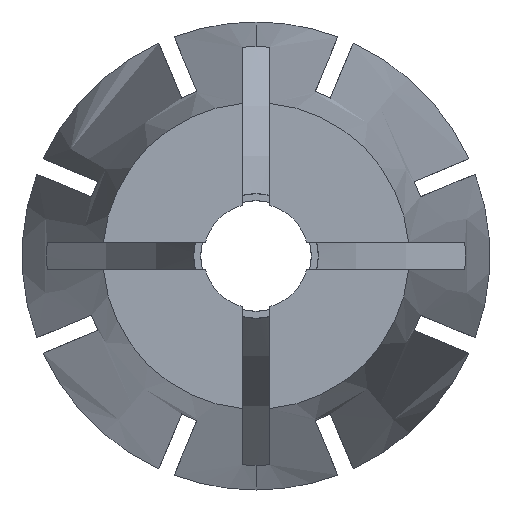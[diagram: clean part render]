
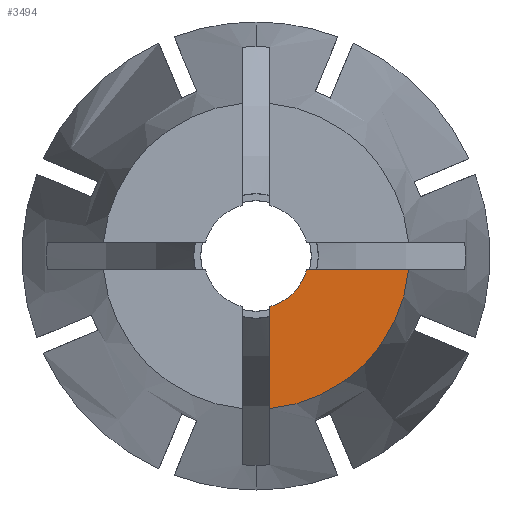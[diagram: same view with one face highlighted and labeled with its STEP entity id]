
A CAD part, left-side view. The second image highlights one B-rep face of the part: STEP entity #3494.
In plain terms, the highlighted planar face has unit normal (-1, 0, 0).
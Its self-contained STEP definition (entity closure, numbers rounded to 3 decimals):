
#89 = DIRECTION ( 'NONE',  ( 1., 0., 0. ) ) ;
#195 = DIRECTION ( 'NONE',  ( 0., 0., -1. ) ) ;
#384 = CARTESIAN_POINT ( 'NONE',  ( -27.5, -5.541, -0.5 ) ) ;
#574 = AXIS2_PLACEMENT_3D ( 'NONE', #3670, #3575, #3501 ) ;
#587 = DIRECTION ( 'NONE',  ( 0., -1., 0. ) ) ;
#762 = LINE ( 'NONE', #3238, #4058 ) ;
#825 = VERTEX_POINT ( 'NONE', #3298 ) ;
#866 = VERTEX_POINT ( 'NONE', #2392 ) ;
#1019 = AXIS2_PLACEMENT_3D ( 'NONE', #2478, #89, #195 ) ;
#1119 = AXIS2_PLACEMENT_3D ( 'NONE', #1777, #1810, #1827 ) ;
#1291 = EDGE_CURVE ( 'NONE', #825, #866, #1991, .T. ) ;
#1399 = EDGE_LOOP ( 'NONE', ( #3645, #3086, #3572, #3055 ) ) ;
#1484 = LINE ( 'NONE', #384, #3090 ) ;
#1571 = EDGE_CURVE ( 'NONE', #3186, #2535, #2986, .T. ) ;
#1699 = EDGE_CURVE ( 'NONE', #2535, #866, #762, .T. ) ;
#1777 = CARTESIAN_POINT ( 'NONE',  ( -27.5, 0., 0. ) ) ;
#1786 = EDGE_CURVE ( 'NONE', #3186, #825, #1484, .T. ) ;
#1810 = DIRECTION ( 'NONE',  ( 1., 0., 0. ) ) ;
#1827 = DIRECTION ( 'NONE',  ( 0., 0., -1. ) ) ;
#1991 = CIRCLE ( 'NONE', #1119, 5.541 ) ;
#2392 = CARTESIAN_POINT ( 'NONE',  ( -27.5, -0.5, -5.518 ) ) ;
#2478 = CARTESIAN_POINT ( 'NONE',  ( -27.5, 0., 0. ) ) ;
#2535 = VERTEX_POINT ( 'NONE', #3930 ) ;
#2572 = FACE_OUTER_BOUND ( 'NONE', #1399, .T. ) ;
#2986 = CIRCLE ( 'NONE', #1019, 1.9 ) ;
#2997 = CARTESIAN_POINT ( 'NONE',  ( -27.5, -1.833, -0.5 ) ) ;
#3055 = ORIENTED_EDGE ( 'NONE', *, *, #1786, .F. ) ;
#3086 = ORIENTED_EDGE ( 'NONE', *, *, #1699, .T. ) ;
#3090 = VECTOR ( 'NONE', #587, 1000. ) ;
#3186 = VERTEX_POINT ( 'NONE', #2997 ) ;
#3238 = CARTESIAN_POINT ( 'NONE',  ( -27.5, -0.5, 0. ) ) ;
#3298 = CARTESIAN_POINT ( 'NONE',  ( -27.5, -5.518, -0.5 ) ) ;
#3494 = ADVANCED_FACE ( 'NONE', ( #2572 ), #3596, .T. ) ;
#3501 = DIRECTION ( 'NONE',  ( 0., 0., 1. ) ) ;
#3572 = ORIENTED_EDGE ( 'NONE', *, *, #1291, .F. ) ;
#3575 = DIRECTION ( 'NONE',  ( -1., 0., 0. ) ) ;
#3596 = PLANE ( 'NONE',  #574 ) ;
#3645 = ORIENTED_EDGE ( 'NONE', *, *, #1571, .T. ) ;
#3670 = CARTESIAN_POINT ( 'NONE',  ( -27.5, -5.541, 0. ) ) ;
#3930 = CARTESIAN_POINT ( 'NONE',  ( -27.5, -0.5, -1.833 ) ) ;
#4058 = VECTOR ( 'NONE', #4091, 1000. ) ;
#4091 = DIRECTION ( 'NONE',  ( 0., 0., -1. ) ) ;
